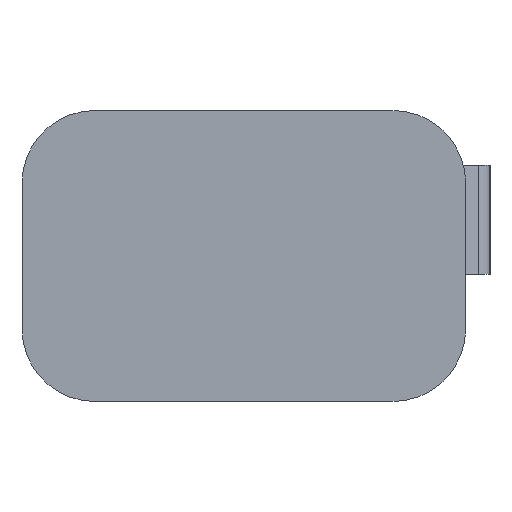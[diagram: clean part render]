
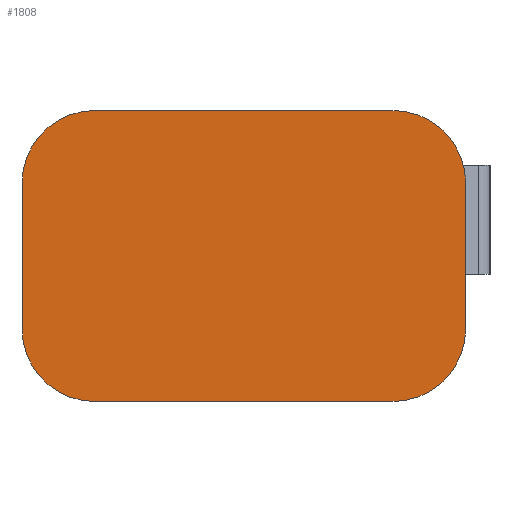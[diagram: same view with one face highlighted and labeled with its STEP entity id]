
A CAD part, left-side view. The second image highlights one B-rep face of the part: STEP entity #1808.
In plain terms, the highlighted planar face has unit normal (-1, 0, 0).
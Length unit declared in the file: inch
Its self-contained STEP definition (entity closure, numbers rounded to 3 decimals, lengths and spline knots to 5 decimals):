
#1808 = ADVANCED_FACE ( 'NONE', ( #5615 ), #3892, .T. ) ;
#2803 = AXIS2_PLACEMENT_3D ( 'NONE', #8135, #8126, #8125 ) ;
#3130 = AXIS2_PLACEMENT_3D ( 'NONE', #3889, #3883, #3882 ) ;
#3139 = AXIS2_PLACEMENT_3D ( 'NONE', #8142, #8140, #8139 ) ;
#3140 = AXIS2_PLACEMENT_3D ( 'NONE', #8138, #8134, #8132 ) ;
#3177 = AXIS2_PLACEMENT_3D ( 'NONE', #8147, #8129, #8128 ) ;
#3222 = EDGE_CURVE ( 'NONE', #4042, #4044, #6173, .T. ) ;
#3223 = EDGE_CURVE ( 'NONE', #4040, #4037, #6175, .T. ) ;
#3224 = EDGE_CURVE ( 'NONE', #4045, #4043, #6177, .T. ) ;
#3225 = EDGE_CURVE ( 'NONE', #4038, #4046, #6179, .T. ) ;
#3229 = EDGE_CURVE ( 'NONE', #4043, #4040, #6172, .T. ) ;
#3232 = EDGE_CURVE ( 'NONE', #4037, #4038, #6174, .T. ) ;
#3235 = EDGE_CURVE ( 'NONE', #4046, #4042, #6181, .T. ) ;
#3238 = EDGE_CURVE ( 'NONE', #4044, #4045, #6201, .T. ) ;
#3882 = DIRECTION ( 'NONE',  ( 0., 0., 1. ) ) ;
#3883 = DIRECTION ( 'NONE',  ( -1., 0., 0. ) ) ;
#3889 = CARTESIAN_POINT ( 'NONE',  ( -5.00551, 0.35, -0.175 ) ) ;
#3892 = PLANE ( 'NONE',  #3130 ) ;
#4037 = VERTEX_POINT ( 'NONE', #11559 ) ;
#4038 = VERTEX_POINT ( 'NONE', #11558 ) ;
#4040 = VERTEX_POINT ( 'NONE', #11556 ) ;
#4042 = VERTEX_POINT ( 'NONE', #11554 ) ;
#4043 = VERTEX_POINT ( 'NONE', #11553 ) ;
#4044 = VERTEX_POINT ( 'NONE', #11552 ) ;
#4045 = VERTEX_POINT ( 'NONE', #11551 ) ;
#4046 = VERTEX_POINT ( 'NONE', #11550 ) ;
#5615 = FACE_OUTER_BOUND ( 'NONE', #9654, .T. ) ;
#6172 = LINE ( 'NONE', #8120, #6184 ) ;
#6173 = CIRCLE ( 'NONE', #3139, 0.1 ) ;
#6174 = LINE ( 'NONE', #8115, #6190 ) ;
#6175 = CIRCLE ( 'NONE', #3140, 0.1 ) ;
#6177 = CIRCLE ( 'NONE', #3177, 0.1 ) ;
#6179 = CIRCLE ( 'NONE', #2803, 0.1 ) ;
#6181 = LINE ( 'NONE', #8105, #6196 ) ;
#6184 = VECTOR ( 'NONE', #8112, 39.37008 ) ;
#6190 = VECTOR ( 'NONE', #8104, 39.37008 ) ;
#6191 = VECTOR ( 'NONE', #8084, 39.37008 ) ;
#6196 = VECTOR ( 'NONE', #8094, 39.37008 ) ;
#6201 = LINE ( 'NONE', #8100, #6191 ) ;
#8084 = DIRECTION ( 'NONE',  ( 0., 0., -1. ) ) ;
#8094 = DIRECTION ( 'NONE',  ( 0., 1., 0. ) ) ;
#8100 = CARTESIAN_POINT ( 'NONE',  ( -5.00551, 0.96, -0.175 ) ) ;
#8104 = DIRECTION ( 'NONE',  ( 0., 0., 1. ) ) ;
#8105 = CARTESIAN_POINT ( 'NONE',  ( -5.00551, 0.96, 0.225 ) ) ;
#8112 = DIRECTION ( 'NONE',  ( 0., -1., 0. ) ) ;
#8115 = CARTESIAN_POINT ( 'NONE',  ( -5.00551, 0.35, -0.175 ) ) ;
#8120 = CARTESIAN_POINT ( 'NONE',  ( -5.00551, 0.96, -0.175 ) ) ;
#8125 = DIRECTION ( 'NONE',  ( 0., 0., 1. ) ) ;
#8126 = DIRECTION ( 'NONE',  ( -1., 0., 0. ) ) ;
#8128 = DIRECTION ( 'NONE',  ( 0., 0., 1. ) ) ;
#8129 = DIRECTION ( 'NONE',  ( -1., 0., 0. ) ) ;
#8132 = DIRECTION ( 'NONE',  ( 0., 0., 1. ) ) ;
#8134 = DIRECTION ( 'NONE',  ( -1., 0., 0. ) ) ;
#8135 = CARTESIAN_POINT ( 'NONE',  ( -5.00551, 0.45, 0.125 ) ) ;
#8138 = CARTESIAN_POINT ( 'NONE',  ( -5.00551, 0.45, -0.075 ) ) ;
#8139 = DIRECTION ( 'NONE',  ( 0., 0., 1. ) ) ;
#8140 = DIRECTION ( 'NONE',  ( -1., 0., 0. ) ) ;
#8142 = CARTESIAN_POINT ( 'NONE',  ( -5.00551, 0.86, 0.125 ) ) ;
#8147 = CARTESIAN_POINT ( 'NONE',  ( -5.00551, 0.86, -0.075 ) ) ;
#9654 = EDGE_LOOP ( 'NONE', ( #9682, #9681, #9680, #9679, #9678, #9677, #9676, #9675 ) ) ;
#9675 = ORIENTED_EDGE ( 'NONE', *, *, #3222, .T. ) ;
#9676 = ORIENTED_EDGE ( 'NONE', *, *, #3235, .T. ) ;
#9677 = ORIENTED_EDGE ( 'NONE', *, *, #3225, .T. ) ;
#9678 = ORIENTED_EDGE ( 'NONE', *, *, #3232, .T. ) ;
#9679 = ORIENTED_EDGE ( 'NONE', *, *, #3223, .T. ) ;
#9680 = ORIENTED_EDGE ( 'NONE', *, *, #3229, .T. ) ;
#9681 = ORIENTED_EDGE ( 'NONE', *, *, #3224, .T. ) ;
#9682 = ORIENTED_EDGE ( 'NONE', *, *, #3238, .T. ) ;
#11550 = CARTESIAN_POINT ( 'NONE',  ( -5.00551, 0.45, 0.225 ) ) ;
#11551 = CARTESIAN_POINT ( 'NONE',  ( -5.00551, 0.96, -0.075 ) ) ;
#11552 = CARTESIAN_POINT ( 'NONE',  ( -5.00551, 0.96, 0.125 ) ) ;
#11553 = CARTESIAN_POINT ( 'NONE',  ( -5.00551, 0.86, -0.175 ) ) ;
#11554 = CARTESIAN_POINT ( 'NONE',  ( -5.00551, 0.86, 0.225 ) ) ;
#11556 = CARTESIAN_POINT ( 'NONE',  ( -5.00551, 0.45, -0.175 ) ) ;
#11558 = CARTESIAN_POINT ( 'NONE',  ( -5.00551, 0.35, 0.125 ) ) ;
#11559 = CARTESIAN_POINT ( 'NONE',  ( -5.00551, 0.35, -0.075 ) ) ;
